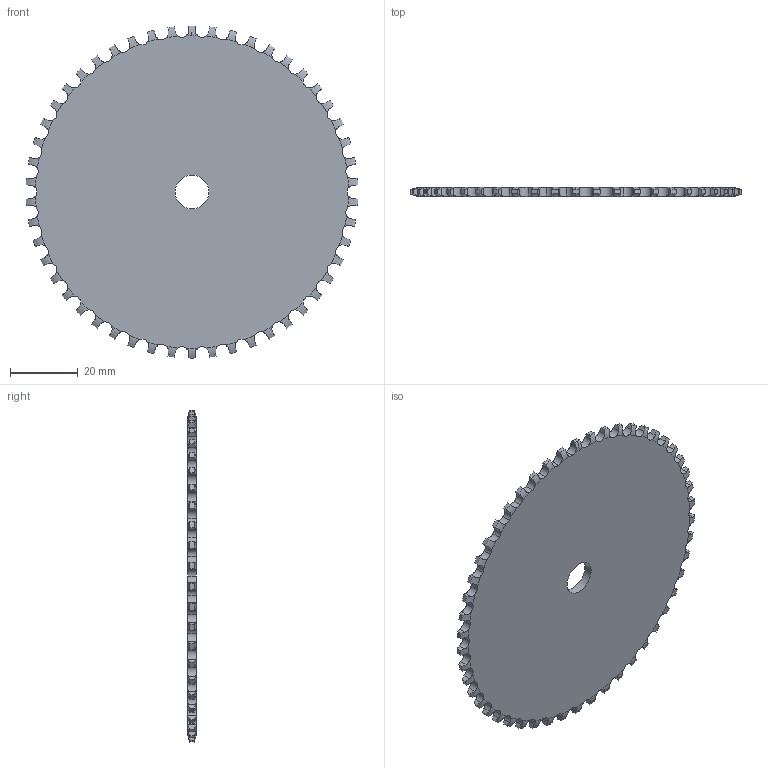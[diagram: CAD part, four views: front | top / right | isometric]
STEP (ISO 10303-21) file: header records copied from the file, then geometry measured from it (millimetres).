
FILE_DESCRIPTION(('FreeCAD Model'),'2;1');
FILE_NAME('Open CASCADE Shape Model','2022-01-09T09:08:41',('FreeCAD'),( 'FreeCAD'),'Open CASCADE STEP processor 7.4','FreeCAD','Unknown');
FILE_SCHEMA(('AUTOMOTIVE_DESIGN { 1 0 10303 214 1 1 1 1 }'));
Products named in the file (1): Open CASCADE STEP translator 7.4 43
Bounding box: 97.91 x 2.6 x 98 mm (x, y, z)
Volume: 17816.8 mm3; surface area: 15019.6 mm2
Topology: 1 solids, 1 shells, 355 faces, 1159 edges, 806 vertices
Faces by surface type: cylinder 251, revolution 102, plane 2
Full cylindrical faces by diameter (mm): 10 x1
Entity records: 42379 total; most frequent: CARTESIAN_POINT 21559, DIRECTION 3396, ORIENTED_EDGE 2318, PCURVE 2318, DEFINITIONAL_REPRESENTATION 2318, LINE 1365, VECTOR 1365, B_SPLINE_CURVE_WITH_KNOTS 1200
